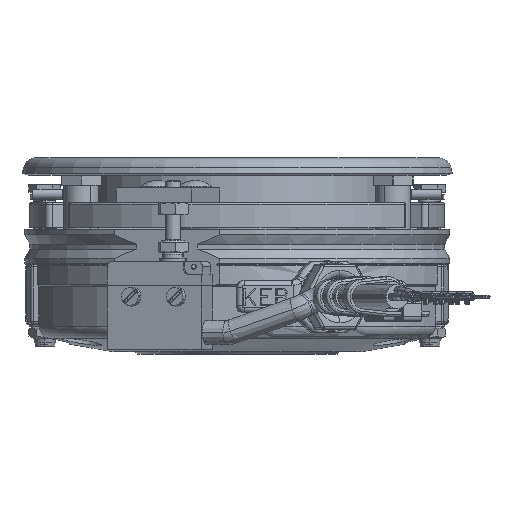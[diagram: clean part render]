
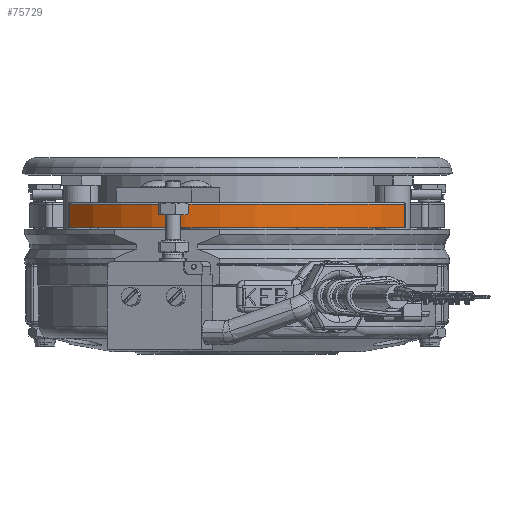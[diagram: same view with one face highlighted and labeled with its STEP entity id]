
A CAD part, front view. The second image highlights one B-rep face of the part: STEP entity #75729.
In plain terms, the highlighted cylindrical face has radius 41.75 mm (diameter 83.5 mm), a partial arc.
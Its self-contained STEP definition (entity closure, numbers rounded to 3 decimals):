
#2928 = CARTESIAN_POINT ( 'NONE',  ( -0.3, -24.947, 33.477 ) ) ;
#3130 = EDGE_CURVE ( 'NONE', #66058, #112097, #55580, .T. ) ;
#8073 = CYLINDRICAL_SURFACE ( 'NONE', #107865, 41.75 ) ;
#9523 = CARTESIAN_POINT ( 'NONE',  ( -5., 0., 0. ) ) ;
#10668 = DIRECTION ( 'NONE',  ( 1., 0., 0. ) ) ;
#15547 = AXIS2_PLACEMENT_3D ( 'NONE', #9523, #10668, #64267 ) ;
#20106 = CARTESIAN_POINT ( 'NONE',  ( 8.54, -24.947, -33.477 ) ) ;
#24039 = DIRECTION ( 'NONE',  ( 0., 0., -1. ) ) ;
#25417 = CARTESIAN_POINT ( 'NONE',  ( -0.3, -24.947, -33.477 ) ) ;
#28636 = LINE ( 'NONE', #20106, #95309 ) ;
#29409 = EDGE_CURVE ( 'NONE', #112097, #56915, #28636, .T. ) ;
#34066 = CARTESIAN_POINT ( 'NONE',  ( -5., -24.947, 33.477 ) ) ;
#34279 = CARTESIAN_POINT ( 'NONE',  ( 8.54, 0., 0. ) ) ;
#36638 = EDGE_CURVE ( 'NONE', #56915, #67365, #45758, .T. ) ;
#38353 = DIRECTION ( 'NONE',  ( -1., 0., 0. ) ) ;
#40036 = DIRECTION ( 'NONE',  ( 1., 0., 0. ) ) ;
#45758 = CIRCLE ( 'NONE', #85854, 41.75 ) ;
#47484 = CARTESIAN_POINT ( 'NONE',  ( -0.3, 0., 0. ) ) ;
#52122 = DIRECTION ( 'NONE',  ( -1., 0., 0. ) ) ;
#55580 = CIRCLE ( 'NONE', #15547, 41.75 ) ;
#56915 = VERTEX_POINT ( 'NONE', #25417 ) ;
#61718 = EDGE_LOOP ( 'NONE', ( #92827, #74777, #103164, #75900 ) ) ;
#64267 = DIRECTION ( 'NONE',  ( 0., 0., -1. ) ) ;
#64938 = LINE ( 'NONE', #77319, #68949 ) ;
#66058 = VERTEX_POINT ( 'NONE', #34066 ) ;
#67365 = VERTEX_POINT ( 'NONE', #2928 ) ;
#68949 = VECTOR ( 'NONE', #52122, 1000. ) ;
#69080 = DIRECTION ( 'NONE',  ( 1., 0., 0. ) ) ;
#73173 = DIRECTION ( 'NONE',  ( 0., 0., 1. ) ) ;
#74777 = ORIENTED_EDGE ( 'NONE', *, *, #36638, .T. ) ;
#75729 = ADVANCED_FACE ( 'NONE', ( #112505 ), #8073, .T. ) ;
#75900 = ORIENTED_EDGE ( 'NONE', *, *, #3130, .T. ) ;
#77319 = CARTESIAN_POINT ( 'NONE',  ( 8.54, -24.947, 33.477 ) ) ;
#85854 = AXIS2_PLACEMENT_3D ( 'NONE', #47484, #38353, #73173 ) ;
#92827 = ORIENTED_EDGE ( 'NONE', *, *, #29409, .T. ) ;
#93497 = EDGE_CURVE ( 'NONE', #67365, #66058, #64938, .T. ) ;
#95309 = VECTOR ( 'NONE', #40036, 1000. ) ;
#99555 = CARTESIAN_POINT ( 'NONE',  ( -5., -24.947, -33.477 ) ) ;
#103164 = ORIENTED_EDGE ( 'NONE', *, *, #93497, .T. ) ;
#107865 = AXIS2_PLACEMENT_3D ( 'NONE', #34279, #69080, #24039 ) ;
#112097 = VERTEX_POINT ( 'NONE', #99555 ) ;
#112505 = FACE_OUTER_BOUND ( 'NONE', #61718, .T. ) ;
